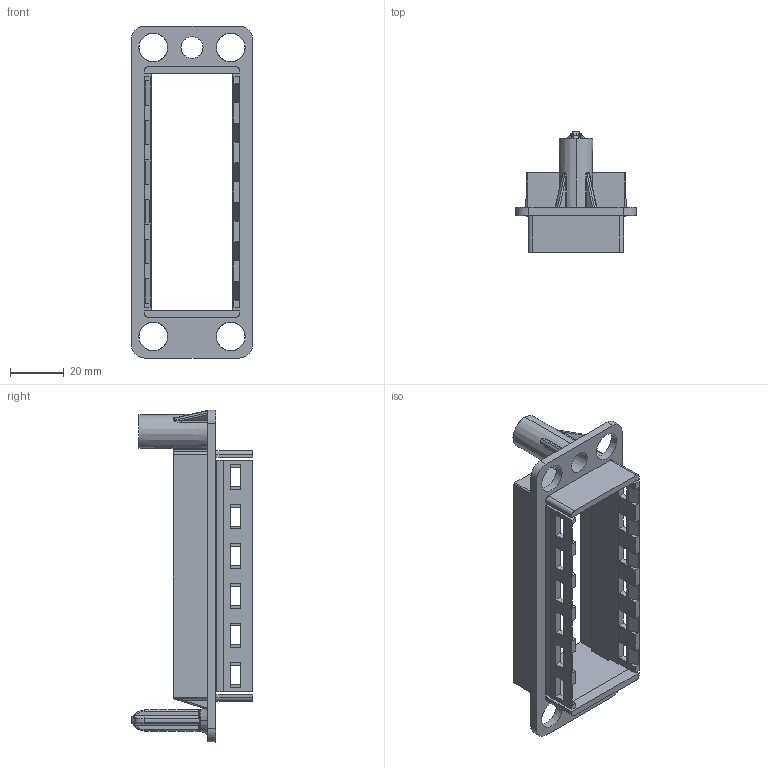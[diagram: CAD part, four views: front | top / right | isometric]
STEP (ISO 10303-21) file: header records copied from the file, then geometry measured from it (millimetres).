
FILE_DESCRIPTION((''),'2;1');
FILE_NAME('HM24B_P-FADK','2023-03-29T',('lj.zou'),(''),'PRO/ENGINEER BY PARAMETRIC TECHNOLOGY CORPORATION, 2012480','PRO/ENGINEER BY PARAMETRIC TECHNOLOGY CORPORATION, 2012480','');
FILE_SCHEMA(('CONFIG_CONTROL_DESIGN'));
Length unit declared in the file: millimetre
Products named in the file (1): HM24B_P-FADK
Bounding box: 45 x 45.2 x 123.4 mm (x, y, z)
Volume: 24521.9 mm3; surface area: 22484.4 mm2
Topology: 1 solids, 1 shells, 341 faces, 945 edges, 588 vertices
Faces by surface type: plane 158, bspline 112, cylinder 43, cone 22, torus 6
Entity records: 17101 total; most frequent: CARTESIAN_POINT 6356, ORIENTED_EDGE 1874, DIRECTION 1271, PRESENTATION_STYLE_ASSIGNMENT 938, STYLED_ITEM 938, CURVE_STYLE 937, EDGE_CURVE 937, VERTEX_POINT 588
